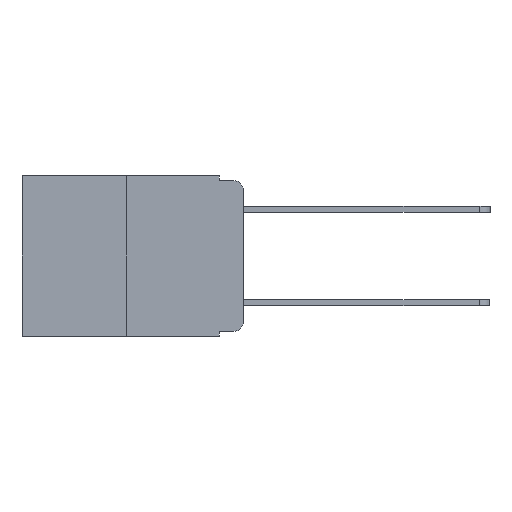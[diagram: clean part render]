
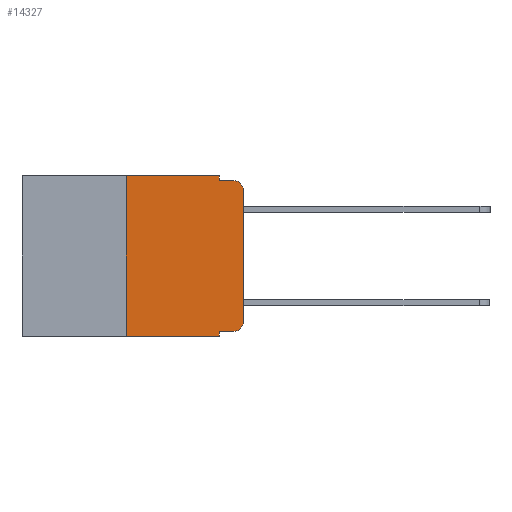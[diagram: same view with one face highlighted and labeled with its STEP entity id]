
A CAD part, left-side view. The second image highlights one B-rep face of the part: STEP entity #14327.
In plain terms, the highlighted planar face has unit normal (-1, 0, 0).
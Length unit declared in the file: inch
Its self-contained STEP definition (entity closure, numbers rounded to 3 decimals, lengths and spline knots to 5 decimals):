
#221 = DIRECTION ( 'NONE',  ( 0., -1., 0. ) ) ;
#610 = DIRECTION ( 'NONE',  ( 0., 0., -1. ) ) ;
#774 = ORIENTED_EDGE ( 'NONE', *, *, #19803, .F. ) ;
#1281 = VECTOR ( 'NONE', #16844, 39.37008 ) ;
#1449 = EDGE_CURVE ( 'NONE', #6285, #6867, #4613, .T. ) ;
#1710 = LINE ( 'NONE', #9704, #15222 ) ;
#1735 = DIRECTION ( 'NONE',  ( 0., 0., 1. ) ) ;
#1845 = LINE ( 'NONE', #21040, #10741 ) ;
#2373 = EDGE_CURVE ( 'NONE', #2859, #15728, #6508, .T. ) ;
#2432 = DIRECTION ( 'NONE',  ( 0., 0., -1. ) ) ;
#2692 = LINE ( 'NONE', #22383, #20537 ) ;
#2767 = ORIENTED_EDGE ( 'NONE', *, *, #21038, .F. ) ;
#2858 = CARTESIAN_POINT ( 'NONE',  ( 0., 0.051, -0.01 ) ) ;
#2859 = VERTEX_POINT ( 'NONE', #19805 ) ;
#3848 = DIRECTION ( 'NONE',  ( -1., 0., 0. ) ) ;
#4010 = LINE ( 'NONE', #9459, #17367 ) ;
#4613 = CIRCLE ( 'NONE', #7213, 0.02 ) ;
#5278 = EDGE_CURVE ( 'NONE', #6867, #2859, #10535, .T. ) ;
#5698 = CARTESIAN_POINT ( 'NONE',  ( 0., 0.25, 0. ) ) ;
#6285 = VERTEX_POINT ( 'NONE', #16284 ) ;
#6373 = VERTEX_POINT ( 'NONE', #9688 ) ;
#6508 = CIRCLE ( 'NONE', #18234, 0.02 ) ;
#6711 = CARTESIAN_POINT ( 'NONE',  ( 0., 0.051, -0.333 ) ) ;
#6867 = VERTEX_POINT ( 'NONE', #16047 ) ;
#7159 = CARTESIAN_POINT ( 'NONE',  ( 0., 0.02, -0.03 ) ) ;
#7213 = AXIS2_PLACEMENT_3D ( 'NONE', #12102, #3848, #21290 ) ;
#7352 = EDGE_CURVE ( 'NONE', #6373, #14148, #4010, .T. ) ;
#7472 = ORIENTED_EDGE ( 'NONE', *, *, #7352, .F. ) ;
#8553 = ORIENTED_EDGE ( 'NONE', *, *, #11611, .F. ) ;
#8775 = CARTESIAN_POINT ( 'NONE',  ( 0., 0., 0. ) ) ;
#8867 = AXIS2_PLACEMENT_3D ( 'NONE', #21315, #11296, #610 ) ;
#9320 = VECTOR ( 'NONE', #11043, 39.37008 ) ;
#9459 = CARTESIAN_POINT ( 'NONE',  ( 0., 0.051, 0. ) ) ;
#9587 = DIRECTION ( 'NONE',  ( -1., 0., 0. ) ) ;
#9688 = CARTESIAN_POINT ( 'NONE',  ( 0., 0.051, 0. ) ) ;
#9704 = CARTESIAN_POINT ( 'NONE',  ( 0., 0.473, -0.343 ) ) ;
#9764 = DIRECTION ( 'NONE',  ( 0., 0., -1. ) ) ;
#10209 = CARTESIAN_POINT ( 'NONE',  ( 0., 0.25, -0.343 ) ) ;
#10535 = LINE ( 'NONE', #8775, #19040 ) ;
#10640 = VERTEX_POINT ( 'NONE', #17793 ) ;
#10741 = VECTOR ( 'NONE', #221, 39.37008 ) ;
#11043 = DIRECTION ( 'NONE',  ( 0., 0., 1. ) ) ;
#11090 = VECTOR ( 'NONE', #12246, 39.37008 ) ;
#11094 = ORIENTED_EDGE ( 'NONE', *, *, #5278, .T. ) ;
#11296 = DIRECTION ( 'NONE',  ( 1., 0., 0. ) ) ;
#11405 = ORIENTED_EDGE ( 'NONE', *, *, #14051, .T. ) ;
#11560 = EDGE_LOOP ( 'NONE', ( #11094, #20113, #2767, #7472, #17247, #8553, #18289, #774, #11405, #20371 ) ) ;
#11611 = EDGE_CURVE ( 'NONE', #14030, #18052, #22340, .T. ) ;
#12102 = CARTESIAN_POINT ( 'NONE',  ( 0., 0.02, -0.313 ) ) ;
#12246 = DIRECTION ( 'NONE',  ( 0., 0., -1. ) ) ;
#14030 = VERTEX_POINT ( 'NONE', #10209 ) ;
#14051 = EDGE_CURVE ( 'NONE', #15547, #6285, #2692, .T. ) ;
#14148 = VERTEX_POINT ( 'NONE', #16015 ) ;
#14327 = ADVANCED_FACE ( 'NONE', ( #15844 ), #21389, .F. ) ;
#15222 = VECTOR ( 'NONE', #16662, 39.37008 ) ;
#15547 = VERTEX_POINT ( 'NONE', #6711 ) ;
#15662 = LINE ( 'NONE', #20587, #11090 ) ;
#15719 = DIRECTION ( 'NONE',  ( 0., -1., 0. ) ) ;
#15728 = VERTEX_POINT ( 'NONE', #20503 ) ;
#15844 = FACE_OUTER_BOUND ( 'NONE', #11560, .T. ) ;
#16015 = CARTESIAN_POINT ( 'NONE',  ( 0., 0.051, -0.01 ) ) ;
#16047 = CARTESIAN_POINT ( 'NONE',  ( 0., 0., -0.313 ) ) ;
#16284 = CARTESIAN_POINT ( 'NONE',  ( 0., 0.02, -0.333 ) ) ;
#16662 = DIRECTION ( 'NONE',  ( 0., -1., 0. ) ) ;
#16844 = DIRECTION ( 'NONE',  ( 0., -1., 0. ) ) ;
#17247 = ORIENTED_EDGE ( 'NONE', *, *, #21422, .F. ) ;
#17367 = VECTOR ( 'NONE', #2432, 39.37008 ) ;
#17576 = EDGE_CURVE ( 'NONE', #14030, #10640, #1710, .T. ) ;
#17793 = CARTESIAN_POINT ( 'NONE',  ( 0., 0.051, -0.343 ) ) ;
#18052 = VERTEX_POINT ( 'NONE', #5698 ) ;
#18234 = AXIS2_PLACEMENT_3D ( 'NONE', #7159, #9587, #9764 ) ;
#18289 = ORIENTED_EDGE ( 'NONE', *, *, #17576, .T. ) ;
#19040 = VECTOR ( 'NONE', #1735, 39.37008 ) ;
#19259 = LINE ( 'NONE', #2858, #1281 ) ;
#19498 = CARTESIAN_POINT ( 'NONE',  ( 0., 0.25, 0. ) ) ;
#19803 = EDGE_CURVE ( 'NONE', #15547, #10640, #15662, .T. ) ;
#19805 = CARTESIAN_POINT ( 'NONE',  ( 0., 0., -0.03 ) ) ;
#20113 = ORIENTED_EDGE ( 'NONE', *, *, #2373, .T. ) ;
#20371 = ORIENTED_EDGE ( 'NONE', *, *, #1449, .T. ) ;
#20503 = CARTESIAN_POINT ( 'NONE',  ( 0., 0.02, -0.01 ) ) ;
#20537 = VECTOR ( 'NONE', #15719, 39.37008 ) ;
#20587 = CARTESIAN_POINT ( 'NONE',  ( 0., 0.051, 0. ) ) ;
#21038 = EDGE_CURVE ( 'NONE', #14148, #15728, #19259, .T. ) ;
#21040 = CARTESIAN_POINT ( 'NONE',  ( 0., 0.473, 0. ) ) ;
#21290 = DIRECTION ( 'NONE',  ( 0., 0., -1. ) ) ;
#21315 = CARTESIAN_POINT ( 'NONE',  ( 0., 0.473, 0. ) ) ;
#21389 = PLANE ( 'NONE',  #8867 ) ;
#21422 = EDGE_CURVE ( 'NONE', #18052, #6373, #1845, .T. ) ;
#22340 = LINE ( 'NONE', #19498, #9320 ) ;
#22383 = CARTESIAN_POINT ( 'NONE',  ( 0., 0.051, -0.333 ) ) ;
